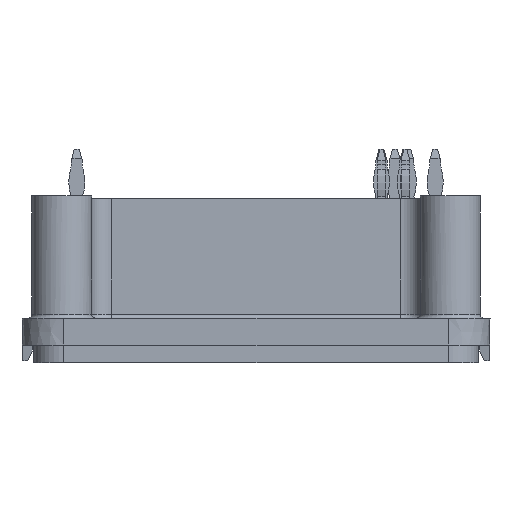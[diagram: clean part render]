
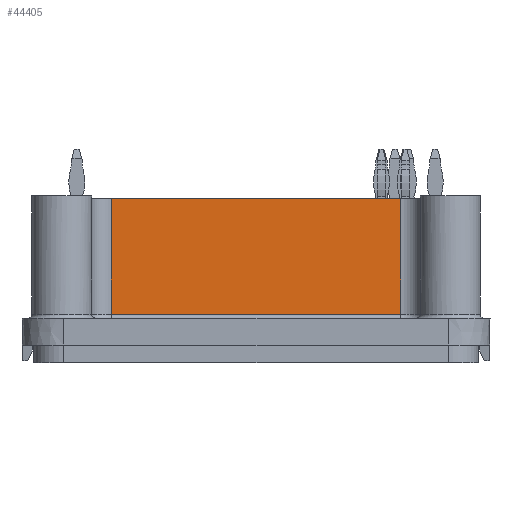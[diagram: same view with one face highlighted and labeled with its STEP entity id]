
A CAD part, left-side view. The second image highlights one B-rep face of the part: STEP entity #44405.
In plain terms, the highlighted planar face has unit normal (-1, 0, 0).
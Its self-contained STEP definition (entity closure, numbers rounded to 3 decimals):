
#4390=ORIENTED_EDGE('',*,*,#13213,.F.);
#4391=ORIENTED_EDGE('',*,*,#13215,.T.);
#4392=ORIENTED_EDGE('',*,*,#13216,.T.);
#4393=ORIENTED_EDGE('',*,*,#13217,.F.);
#13213=EDGE_CURVE('',#17620,#17621,#20867,.T.);
#13215=EDGE_CURVE('',#17620,#17622,#20868,.T.);
#13216=EDGE_CURVE('',#17622,#17623,#20869,.T.);
#13217=EDGE_CURVE('',#17621,#17623,#20870,.T.);
#17620=VERTEX_POINT('',#60759);
#17621=VERTEX_POINT('',#60761);
#17622=VERTEX_POINT('',#60765);
#17623=VERTEX_POINT('',#60767);
#20867=LINE('',#60760,#24189);
#20868=LINE('',#60764,#24190);
#20869=LINE('',#60766,#24191);
#20870=LINE('',#60768,#24192);
#24189=VECTOR('',#51259,1000.);
#24190=VECTOR('',#51264,1000.);
#24191=VECTOR('',#51265,1000.);
#24192=VECTOR('',#51266,1000.);
#27190=EDGE_LOOP('',(#4390,#4391,#4392,#4393));
#29098=FACE_BOUND('',#27190,.T.);
#30720=PLANE('',#46544);
#44405=ADVANCED_FACE('',(#29098),#30720,.F.);
#46544=AXIS2_PLACEMENT_3D('',#60763,#51262,#51263);
#51259=DIRECTION('',(0.,0.,-1.));
#51262=DIRECTION('',(1.,0.,0.));
#51263=DIRECTION('',(0.,-1.,0.));
#51264=DIRECTION('',(0.,1.,0.));
#51265=DIRECTION('',(0.,0.,-1.));
#51266=DIRECTION('',(0.,1.,0.));
#60759=CARTESIAN_POINT('',(-39.5,-14.525,13.2));
#60760=CARTESIAN_POINT('',(-39.5,-14.525,61.33));
#60761=CARTESIAN_POINT('',(-39.5,-14.525,1.6));
#60763=CARTESIAN_POINT('',(-39.5,-22.5,61.33));
#60764=CARTESIAN_POINT('',(-39.5,-22.5,13.2));
#60765=CARTESIAN_POINT('',(-39.5,14.525,13.2));
#60766=CARTESIAN_POINT('',(-39.5,14.525,61.33));
#60767=CARTESIAN_POINT('',(-39.5,14.525,1.6));
#60768=CARTESIAN_POINT('',(-39.5,-22.5,1.6));
